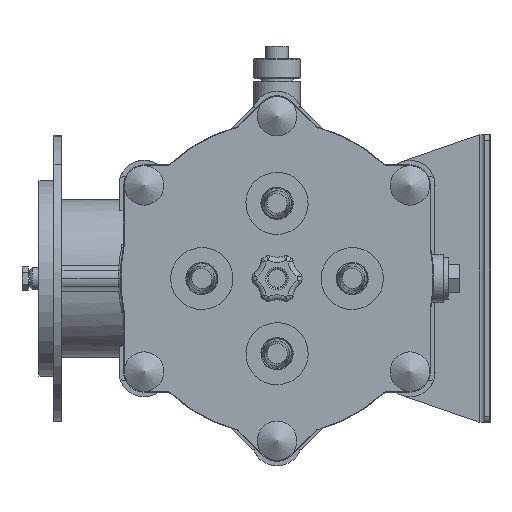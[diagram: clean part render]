
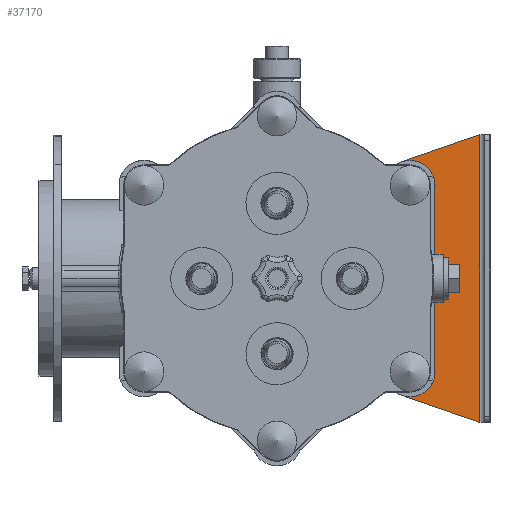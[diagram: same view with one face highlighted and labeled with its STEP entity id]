
A CAD part, left-side view. The second image highlights one B-rep face of the part: STEP entity #37170.
In plain terms, the highlighted planar face has unit normal (-1, 0, 0).
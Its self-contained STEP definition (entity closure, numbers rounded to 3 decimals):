
#2265=LINE('',#55644,#5192);
#2270=LINE('',#55659,#5197);
#2280=LINE('',#55766,#5207);
#5192=VECTOR('',#44315,10.);
#5197=VECTOR('',#44330,10.);
#5207=VECTOR('',#44346,10.);
#8624=FACE_OUTER_BOUND('',#10757,.T.);
#10757=EDGE_LOOP('',(#24285,#24286,#24287,#24288,#24289,#24290,#24291,#24292));
#12910=CIRCLE('',#39394,20.);
#12919=CIRCLE('',#39406,20.);
#12934=CIRCLE('',#39443,20.);
#12946=CIRCLE('',#39458,20.);
#13035=CIRCLE('',#39625,112.55);
#14213=VERTEX_POINT('',#55109);
#14218=VERTEX_POINT('',#55119);
#14228=VERTEX_POINT('',#55144);
#14229=VERTEX_POINT('',#55148);
#14264=VERTEX_POINT('',#55262);
#14270=VERTEX_POINT('',#55283);
#14360=VERTEX_POINT('',#55638);
#14367=VERTEX_POINT('',#55657);
#17874=EDGE_CURVE('',#14218,#14213,#12910,.T.);
#17889=EDGE_CURVE('',#14229,#14228,#12919,.T.);
#17945=EDGE_CURVE('',#14228,#14264,#12934,.T.);
#17957=EDGE_CURVE('',#14213,#14270,#12946,.T.);
#18117=EDGE_CURVE('',#14360,#14264,#2265,.T.);
#18124=EDGE_CURVE('',#14218,#14367,#2270,.T.);
#18138=EDGE_CURVE('',#14367,#14360,#2280,.T.);
#18154=EDGE_CURVE('',#14229,#14270,#13035,.T.);
#24285=ORIENTED_EDGE('',*,*,#17874,.F.);
#24286=ORIENTED_EDGE('',*,*,#18124,.T.);
#24287=ORIENTED_EDGE('',*,*,#18138,.T.);
#24288=ORIENTED_EDGE('',*,*,#18117,.T.);
#24289=ORIENTED_EDGE('',*,*,#17945,.F.);
#24290=ORIENTED_EDGE('',*,*,#17889,.F.);
#24291=ORIENTED_EDGE('',*,*,#18154,.T.);
#24292=ORIENTED_EDGE('',*,*,#17957,.F.);
#33802=PLANE('',#39633);
#37170=ADVANCED_FACE('',(#8624),#33802,.F.);
#39394=AXIS2_PLACEMENT_3D('',#55121,#43781,#43782);
#39406=AXIS2_PLACEMENT_3D('',#55150,#43811,#43812);
#39443=AXIS2_PLACEMENT_3D('',#55263,#43926,#43927);
#39458=AXIS2_PLACEMENT_3D('',#55284,#43956,#43957);
#39625=AXIS2_PLACEMENT_3D('',#55796,#44380,#44381);
#39633=AXIS2_PLACEMENT_3D('',#55806,#44396,#44397);
#43781=DIRECTION('center_axis',(-1.,0.,0.));
#43782=DIRECTION('ref_axis',(0.,0.,1.));
#43811=DIRECTION('center_axis',(-1.,0.,0.));
#43812=DIRECTION('ref_axis',(0.,0.,1.));
#43926=DIRECTION('center_axis',(-1.,0.,0.));
#43927=DIRECTION('ref_axis',(0.,0.,1.));
#43956=DIRECTION('center_axis',(-1.,0.,0.));
#43957=DIRECTION('ref_axis',(0.,0.,1.));
#44315=DIRECTION('',(0.,0.945,-0.327));
#44330=DIRECTION('',(0.,-0.945,-0.327));
#44346=DIRECTION('',(0.,0.,1.));
#44380=DIRECTION('center_axis',(1.,0.,0.));
#44381=DIRECTION('ref_axis',(0.,-0.766,0.643));
#44396=DIRECTION('center_axis',(1.,0.,0.));
#44397=DIRECTION('ref_axis',(0.,0.,-1.));
#55109=CARTESIAN_POINT('',(-302.5,-106.121,-94.307));
#55119=CARTESIAN_POINT('',(-302.5,-99.575,-93.205));
#55121=CARTESIAN_POINT('Origin',(-302.5,-106.121,-74.307));
#55144=CARTESIAN_POINT('',(-302.5,-106.121,54.307));
#55148=CARTESIAN_POINT('',(-302.5,-97.472,56.274));
#55150=CARTESIAN_POINT('Origin',(-302.5,-106.121,74.307));
#55262=CARTESIAN_POINT('',(-302.5,-99.575,93.205));
#55263=CARTESIAN_POINT('Origin',(-302.5,-106.121,74.307));
#55283=CARTESIAN_POINT('',(-302.5,-97.472,-56.274));
#55284=CARTESIAN_POINT('Origin',(-302.5,-106.121,-74.307));
#55638=CARTESIAN_POINT('',(-302.5,-162.,114.827));
#55644=CARTESIAN_POINT('',(-302.5,-162.5,115.));
#55657=CARTESIAN_POINT('',(-302.5,-162.,-114.827));
#55659=CARTESIAN_POINT('',(-302.5,-99.575,-93.205));
#55766=CARTESIAN_POINT('',(-302.5,-162.,-57.413));
#55796=CARTESIAN_POINT('Origin',(-302.5,0.,0.));
#55806=CARTESIAN_POINT('Origin',(-302.5,-135.72,0.));
